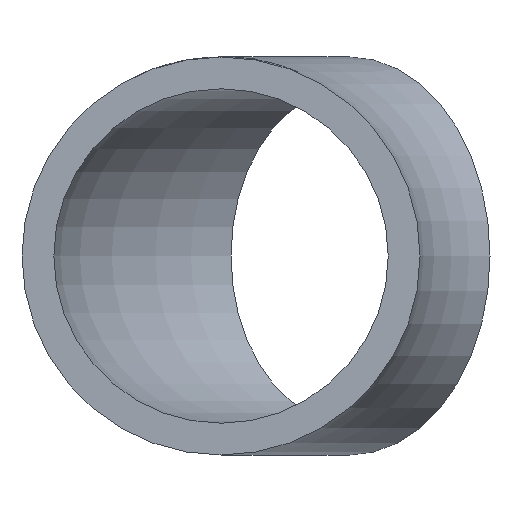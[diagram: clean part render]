
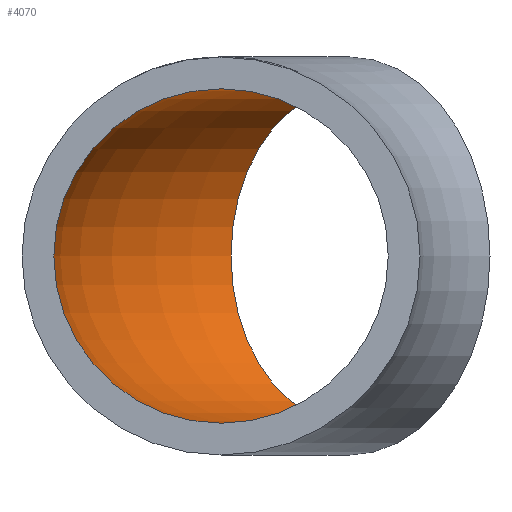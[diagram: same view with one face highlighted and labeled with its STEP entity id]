
A CAD part, front view. The second image highlights one B-rep face of the part: STEP entity #4070.
In plain terms, the highlighted toroidal (fillet/blend) face has major radius 27.5 mm and minor radius 10.5 mm.
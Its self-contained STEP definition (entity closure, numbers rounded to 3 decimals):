
#177 = CARTESIAN_POINT ( 'NONE',  ( -27.5, 0., 0. ) ) ;
#709 = DIRECTION ( 'NONE',  ( 0.707, 0.707, 0. ) ) ;
#1450 = EDGE_CURVE ( 'NONE', #9041, #9041, #9530, .T. ) ;
#1708 = FACE_OUTER_BOUND ( 'NONE', #3923, .T. ) ;
#1763 = CIRCLE ( 'NONE', #8853, 10.5 ) ;
#2740 = EDGE_CURVE ( 'NONE', #11304, #11304, #1763, .T. ) ;
#3034 = DIRECTION ( 'NONE',  ( 0., 1., 0. ) ) ;
#3923 = EDGE_LOOP ( 'NONE', ( #4737 ) ) ;
#3984 = AXIS2_PLACEMENT_3D ( 'NONE', #8336, #709, #7164 ) ;
#4070 = ADVANCED_FACE ( 'NONE', ( #1708, #5920 ), #12401, .F. ) ;
#4734 = CARTESIAN_POINT ( 'NONE',  ( -27.5, 0., 10.5 ) ) ;
#4737 = ORIENTED_EDGE ( 'NONE', *, *, #1450, .T. ) ;
#4892 = DIRECTION ( 'NONE',  ( -1., 0., 0. ) ) ;
#4895 = ORIENTED_EDGE ( 'NONE', *, *, #2740, .F. ) ;
#5920 = FACE_OUTER_BOUND ( 'NONE', #8531, .T. ) ;
#7164 = DIRECTION ( 'NONE',  ( -0.707, 0.707, 0. ) ) ;
#7253 = DIRECTION ( 'NONE',  ( 0., 0., 1. ) ) ;
#8336 = CARTESIAN_POINT ( 'NONE',  ( -19.445, 19.445, 0. ) ) ;
#8531 = EDGE_LOOP ( 'NONE', ( #4895 ) ) ;
#8853 = AXIS2_PLACEMENT_3D ( 'NONE', #177, #3034, #7253 ) ;
#9041 = VERTEX_POINT ( 'NONE', #10207 ) ;
#9530 = CIRCLE ( 'NONE', #3984, 10.5 ) ;
#10207 = CARTESIAN_POINT ( 'NONE',  ( -26.87, 26.87, 0. ) ) ;
#10355 = CARTESIAN_POINT ( 'NONE',  ( 0., 0., 0. ) ) ;
#11304 = VERTEX_POINT ( 'NONE', #4734 ) ;
#11327 = DIRECTION ( 'NONE',  ( 0., 0., -1. ) ) ;
#12191 = AXIS2_PLACEMENT_3D ( 'NONE', #10355, #11327, #4892 ) ;
#12401 = TOROIDAL_SURFACE ( 'NONE', #12191, 27.5, 10.5 ) ;
